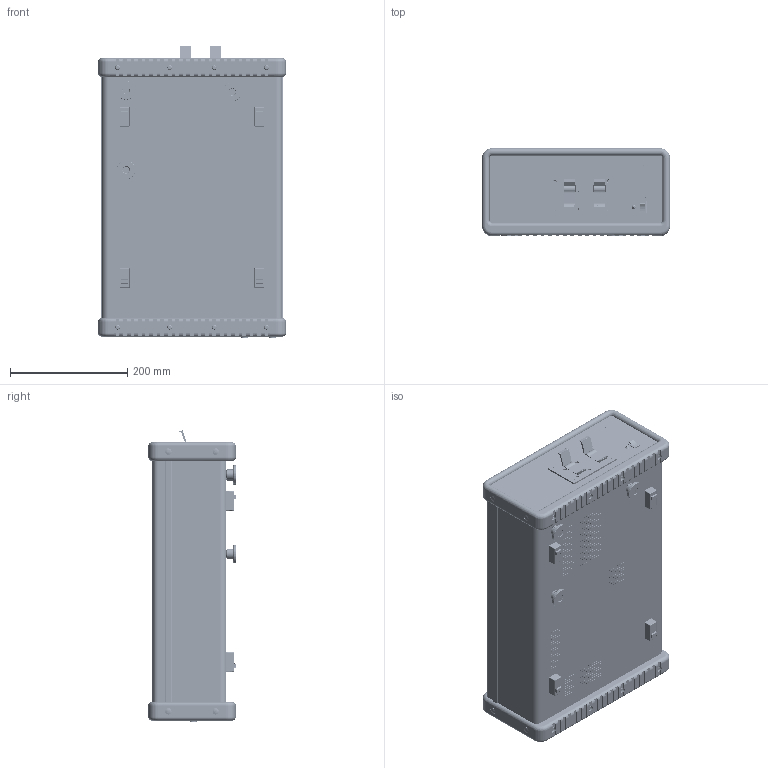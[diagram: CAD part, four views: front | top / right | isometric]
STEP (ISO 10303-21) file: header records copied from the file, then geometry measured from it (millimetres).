
FILE_DESCRIPTION (( 'STEP AP214' ), '1' );
FILE_NAME ('STN012185-E0W.STEP', '2014-02-03T13:34:55', ( '' ), ( '' ), 'SwSTEP 2.0', 'SolidWorks 2012', '' );
FILE_SCHEMA (( 'AUTOMOTIVE_DESIGN' ));
Length unit declared in the file: millimetre
Products named in the file (1): STN012185-E0W
Bounding box: 321.82 x 150.61 x 496.54 mm (x, y, z)
Surface area: 1124048.4 mm2 (no closed solid volume)
Topology: 0 solids, 324 shells, 2886 faces, 19300 edges, 16739 vertices
Faces by surface type: cylinder 1847, plane 804, torus 100, cone 59, sphere 47, bspline 29
Entity records: 261672 total; most frequent: CARTESIAN_POINT 81736, DIRECTION 28965, ORIENTED_EDGE 27417, EDGE_CURVE 19227, VERTEX_POINT 16707, LINE 10287, VECTOR 10287, AXIS2_PLACEMENT_3D 9339
